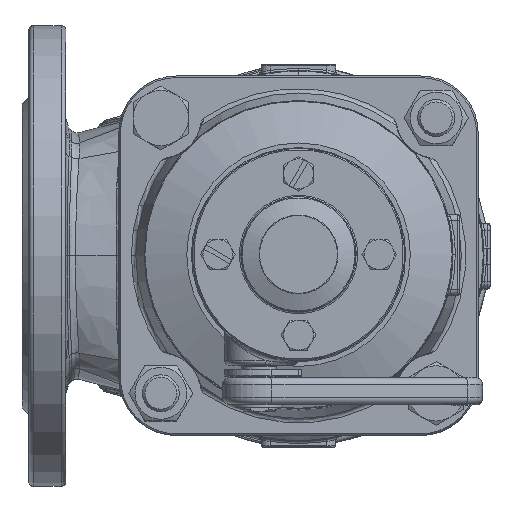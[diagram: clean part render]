
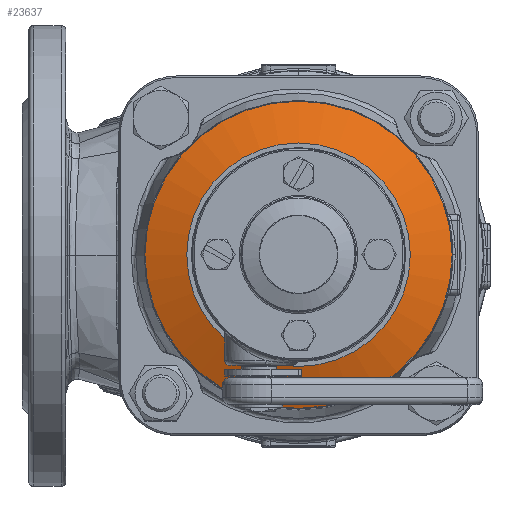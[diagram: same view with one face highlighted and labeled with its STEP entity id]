
A CAD part, top view. The second image highlights one B-rep face of the part: STEP entity #23637.
In plain terms, the highlighted conical face has half-angle 70 degrees and reference radius 48.5 mm.
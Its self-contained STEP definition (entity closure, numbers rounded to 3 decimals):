
#19512=CARTESIAN_POINT('',(-48.5,0.,313.));
#19513=VERTEX_POINT('',#19512);
#19514=CARTESIAN_POINT('',(48.5,-0.,313.));
#19515=VERTEX_POINT('',#19514);
#19516=CARTESIAN_POINT('',(-0.,-0.,313.));
#19517=DIRECTION('',(-0.,-0.,-1.));
#19518=DIRECTION('',(-1.,0.,0.));
#19519=AXIS2_PLACEMENT_3D('',#19516,#19517,#19518);
#19520=CIRCLE('',#19519,48.5);
#19521=EDGE_CURVE('NONE',#19513,#19515,#19520,.T.);
#19523=CARTESIAN_POINT('',(-0.,-0.,313.));
#19524=DIRECTION('',(-0.,-0.,-1.));
#19525=DIRECTION('',(-1.,0.,0.));
#19526=AXIS2_PLACEMENT_3D('',#19523,#19524,#19525);
#19527=CIRCLE('',#19526,48.5);
#19528=EDGE_CURVE('NONE',#19515,#19513,#19527,.T.);
#23603=CARTESIAN_POINT('',(-0.,-0.,313.));
#23604=DIRECTION('',(-0.,-0.,-1.));
#23605=DIRECTION('',(-1.,0.,0.));
#23606=AXIS2_PLACEMENT_3D('',#23603,#23604,#23605);
#23607=CONICAL_SURFACE('',#23606,48.5,70.);
#23608=CARTESIAN_POINT('',(-66.671,0.,306.386));
#23609=VERTEX_POINT('',#23608);
#23610=CARTESIAN_POINT('',(-66.671,0.,306.386));
#23611=DIRECTION('',(0.94,-0.,0.342));
#23612=VECTOR('',#23611,19.337);
#23613=LINE('',#23610,#23612);
#23614=EDGE_CURVE('',#23609,#19513,#23613,.T.);
#23615=ORIENTED_EDGE('',*,*,#23614,.T.);
#23616=ORIENTED_EDGE('',*,*,#19521,.T.);
#23617=ORIENTED_EDGE('',*,*,#19528,.T.);
#23618=ORIENTED_EDGE('',*,*,#23614,.F.);
#23619=CARTESIAN_POINT('',(66.671,-0.,306.386));
#23620=VERTEX_POINT('',#23619);
#23621=CARTESIAN_POINT('',(-0.,-0.,306.386));
#23622=DIRECTION('',(0.,0.,1.));
#23623=DIRECTION('',(-1.,0.,0.));
#23624=AXIS2_PLACEMENT_3D('',#23621,#23622,#23623);
#23625=CIRCLE('',#23624,66.671);
#23626=EDGE_CURVE('NONE',#23609,#23620,#23625,.T.);
#23627=ORIENTED_EDGE('',*,*,#23626,.T.);
#23628=CARTESIAN_POINT('',(-0.,-0.,306.386));
#23629=DIRECTION('',(0.,0.,1.));
#23630=DIRECTION('',(-1.,0.,0.));
#23631=AXIS2_PLACEMENT_3D('',#23628,#23629,#23630);
#23632=CIRCLE('',#23631,66.671);
#23633=EDGE_CURVE('NONE',#23620,#23609,#23632,.T.);
#23634=ORIENTED_EDGE('',*,*,#23633,.T.);
#23635=EDGE_LOOP('',(#23615,#23616,#23617,#23618,#23627,#23634));
#23636=FACE_BOUND('',#23635,.T.);
#23637=ADVANCED_FACE('NONE',(#23636),#23607,.T.);
